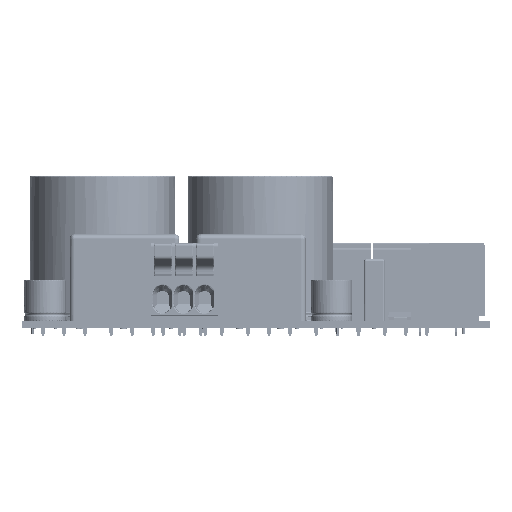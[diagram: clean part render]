
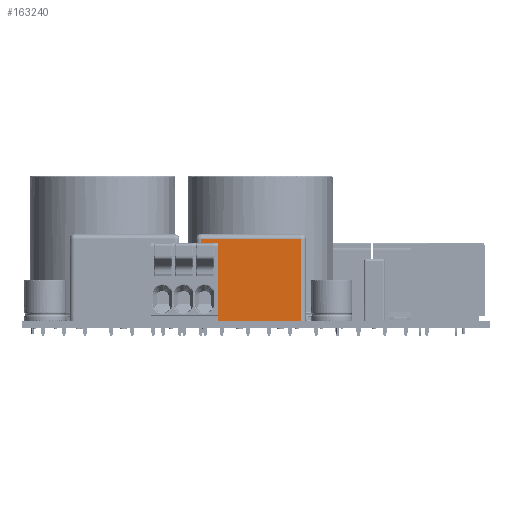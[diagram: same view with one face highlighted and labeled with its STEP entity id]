
A CAD part, left-side view. The second image highlights one B-rep face of the part: STEP entity #163240.
In plain terms, the highlighted free-form (B-spline) face has degree [1, 1] with [2, 2] control points.
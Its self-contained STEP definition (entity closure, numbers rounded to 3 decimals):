
#162640 = ( BOUNDED_SURFACE() B_SPLINE_SURFACE(2,1,(
    (#162641,#162642)
    ,(#162643,#162644)
    ,(#162645,#162646
)),.UNSPECIFIED.,.F.,.F.,.F.) B_SPLINE_SURFACE_WITH_KNOTS((3,3),(2,2),(
    0.,1.571),(0.,19.85),.PIECEWISE_BEZIER_KNOTS.) 
GEOMETRIC_REPRESENTATION_ITEM() RATIONAL_B_SPLINE_SURFACE((
    (1.,1.)
    ,(0.707,0.707)
,(1.,1.))) REPRESENTATION_ITEM('') SURFACE() );
#162641 = CARTESIAN_POINT('',(-2.,-4.6,0.));
#162642 = CARTESIAN_POINT('',(-2.,-4.6,19.85));
#162643 = CARTESIAN_POINT('',(-2.,-5.75,0.));
#162644 = CARTESIAN_POINT('',(-2.,-5.75,19.85));
#162645 = CARTESIAN_POINT('',(-0.85,-5.75,0.));
#162646 = CARTESIAN_POINT('',(-0.85,-5.75,19.85));
#162668 = B_SPLINE_SURFACE_WITH_KNOTS('',1,1,(
    (#162669,#162670)
    ,(#162671,#162672
    )),.UNSPECIFIED.,.F.,.F.,.F.,(2,2),(2,2),(0.,26.5),
  (0.,11.5),.PIECEWISE_BEZIER_KNOTS.);
#162669 = CARTESIAN_POINT('',(-2.,-5.75,0.));
#162670 = CARTESIAN_POINT('',(-2.,5.75,0.));
#162671 = CARTESIAN_POINT('',(24.5,-5.75,0.));
#162672 = CARTESIAN_POINT('',(24.5,5.75,0.));
#162738 = VERTEX_POINT('',#162739);
#162739 = CARTESIAN_POINT('',(-0.85,-5.75,0.));
#162760 = EDGE_CURVE('',#162738,#162761,#162763,.T.);
#162761 = VERTEX_POINT('',#162762);
#162762 = CARTESIAN_POINT('',(-0.85,-5.75,19.85));
#162763 = SURFACE_CURVE('',#162764,(#162767,#162774),.PCURVE_S1.);
#162764 = B_SPLINE_CURVE_WITH_KNOTS('',1,(#162765,#162766),
  .UNSPECIFIED.,.F.,.F.,(2,2),(0.,19.85),.PIECEWISE_BEZIER_KNOTS.);
#162765 = CARTESIAN_POINT('',(-0.85,-5.75,0.));
#162766 = CARTESIAN_POINT('',(-0.85,-5.75,19.85));
#162767 = PCURVE('',#162640,#162768);
#162768 = DEFINITIONAL_REPRESENTATION('',(#162769),#162773);
#162769 = B_SPLINE_CURVE_WITH_KNOTS('',2,(#162770,#162771,#162772),
  .UNSPECIFIED.,.F.,.F.,(3,3),(0.,19.85),.PIECEWISE_BEZIER_KNOTS.);
#162770 = CARTESIAN_POINT('',(1.571,0.));
#162771 = CARTESIAN_POINT('',(1.571,9.925));
#162772 = CARTESIAN_POINT('',(1.571,19.85));
#162773 = ( GEOMETRIC_REPRESENTATION_CONTEXT(2) 
PARAMETRIC_REPRESENTATION_CONTEXT() REPRESENTATION_CONTEXT('2D SPACE',''
  ) );
#162774 = PCURVE('',#162775,#162780);
#162775 = B_SPLINE_SURFACE_WITH_KNOTS('',1,1,(
    (#162776,#162777)
    ,(#162778,#162779
  )),.UNSPECIFIED.,.F.,.F.,.F.,(2,2),(2,2),(0.,19.85),(1.15,25.35),
  .PIECEWISE_BEZIER_KNOTS.);
#162776 = CARTESIAN_POINT('',(-0.85,-5.75,0.));
#162777 = CARTESIAN_POINT('',(23.35,-5.75,0.));
#162778 = CARTESIAN_POINT('',(-0.85,-5.75,19.85));
#162779 = CARTESIAN_POINT('',(23.35,-5.75,19.85));
#162780 = DEFINITIONAL_REPRESENTATION('',(#162781),#162784);
#162781 = B_SPLINE_CURVE_WITH_KNOTS('',1,(#162782,#162783),
  .UNSPECIFIED.,.F.,.F.,(2,2),(0.,19.85),.PIECEWISE_BEZIER_KNOTS.);
#162782 = CARTESIAN_POINT('',(0.,1.15));
#162783 = CARTESIAN_POINT('',(19.85,1.15));
#162784 = ( GEOMETRIC_REPRESENTATION_CONTEXT(2) 
PARAMETRIC_REPRESENTATION_CONTEXT() REPRESENTATION_CONTEXT('2D SPACE',''
  ) );
#162906 = EDGE_CURVE('',#162738,#162907,#162909,.T.);
#162907 = VERTEX_POINT('',#162908);
#162908 = CARTESIAN_POINT('',(23.35,-5.75,0.));
#162909 = SURFACE_CURVE('',#162910,(#162913,#162919),.PCURVE_S1.);
#162910 = B_SPLINE_CURVE_WITH_KNOTS('',1,(#162911,#162912),
  .UNSPECIFIED.,.F.,.F.,(2,2),(1.15,25.35),.PIECEWISE_BEZIER_KNOTS.);
#162911 = CARTESIAN_POINT('',(-0.85,-5.75,0.));
#162912 = CARTESIAN_POINT('',(23.35,-5.75,0.));
#162913 = PCURVE('',#162668,#162914);
#162914 = DEFINITIONAL_REPRESENTATION('',(#162915),#162918);
#162915 = B_SPLINE_CURVE_WITH_KNOTS('',1,(#162916,#162917),
  .UNSPECIFIED.,.F.,.F.,(2,2),(1.15,25.35),.PIECEWISE_BEZIER_KNOTS.);
#162916 = CARTESIAN_POINT('',(1.15,0.));
#162917 = CARTESIAN_POINT('',(25.35,0.));
#162918 = ( GEOMETRIC_REPRESENTATION_CONTEXT(2) 
PARAMETRIC_REPRESENTATION_CONTEXT() REPRESENTATION_CONTEXT('2D SPACE',''
  ) );
#162919 = PCURVE('',#162775,#162920);
#162920 = DEFINITIONAL_REPRESENTATION('',(#162921),#162924);
#162921 = B_SPLINE_CURVE_WITH_KNOTS('',1,(#162922,#162923),
  .UNSPECIFIED.,.F.,.F.,(2,2),(1.15,25.35),.PIECEWISE_BEZIER_KNOTS.);
#162922 = CARTESIAN_POINT('',(0.,1.15));
#162923 = CARTESIAN_POINT('',(0.,25.35));
#162924 = ( GEOMETRIC_REPRESENTATION_CONTEXT(2) 
PARAMETRIC_REPRESENTATION_CONTEXT() REPRESENTATION_CONTEXT('2D SPACE',''
  ) );
#162942 = ( BOUNDED_SURFACE() B_SPLINE_SURFACE(2,1,(
    (#162943,#162944)
    ,(#162945,#162946)
    ,(#162947,#162948
)),.UNSPECIFIED.,.F.,.F.,.F.) B_SPLINE_SURFACE_WITH_KNOTS((3,3),(2,2),(
    4.712,6.283),(0.,19.85),.PIECEWISE_BEZIER_KNOTS.) 
GEOMETRIC_REPRESENTATION_ITEM() RATIONAL_B_SPLINE_SURFACE((
    (1.,1.)
    ,(0.707,0.707)
,(1.,1.))) REPRESENTATION_ITEM('') SURFACE() );
#162943 = CARTESIAN_POINT('',(23.35,-5.75,0.));
#162944 = CARTESIAN_POINT('',(23.35,-5.75,19.85));
#162945 = CARTESIAN_POINT('',(24.5,-5.75,0.));
#162946 = CARTESIAN_POINT('',(24.5,-5.75,19.85));
#162947 = CARTESIAN_POINT('',(24.5,-4.6,0.));
#162948 = CARTESIAN_POINT('',(24.5,-4.6,19.85));
#163227 = ( BOUNDED_SURFACE() B_SPLINE_SURFACE(2,1,(
    (#163228,#163229)
    ,(#163230,#163231)
    ,(#163232,#163233
)),.UNSPECIFIED.,.F.,.F.,.F.) B_SPLINE_SURFACE_WITH_KNOTS((3,3),(2,2),(
    0.,1.571),(0.,24.2),.PIECEWISE_BEZIER_KNOTS.) 
GEOMETRIC_REPRESENTATION_ITEM() RATIONAL_B_SPLINE_SURFACE((
    (1.,1.)
    ,(0.707,0.707)
,(1.,1.))) REPRESENTATION_ITEM('') SURFACE() );
#163228 = CARTESIAN_POINT('',(23.35,-5.75,19.85));
#163229 = CARTESIAN_POINT('',(-0.85,-5.75,19.85));
#163230 = CARTESIAN_POINT('',(23.35,-5.75,21.));
#163231 = CARTESIAN_POINT('',(-0.85,-5.75,21.));
#163232 = CARTESIAN_POINT('',(23.35,-4.6,21.));
#163233 = CARTESIAN_POINT('',(-0.85,-4.6,21.));
#163240 = ADVANCED_FACE('',(#163241),#162775,.F.);
#163241 = FACE_BOUND('',#163242,.F.);
#163242 = EDGE_LOOP('',(#163243,#163244,#163265,#163284));
#163243 = ORIENTED_EDGE('',*,*,#162760,.T.);
#163244 = ORIENTED_EDGE('',*,*,#163245,.F.);
#163245 = EDGE_CURVE('',#163246,#162761,#163248,.T.);
#163246 = VERTEX_POINT('',#163247);
#163247 = CARTESIAN_POINT('',(23.35,-5.75,19.85));
#163248 = SURFACE_CURVE('',#163249,(#163252,#163258),.PCURVE_S1.);
#163249 = B_SPLINE_CURVE_WITH_KNOTS('',1,(#163250,#163251),
  .UNSPECIFIED.,.F.,.F.,(2,2),(0.,24.2),.PIECEWISE_BEZIER_KNOTS.);
#163250 = CARTESIAN_POINT('',(23.35,-5.75,19.85));
#163251 = CARTESIAN_POINT('',(-0.85,-5.75,19.85));
#163252 = PCURVE('',#162775,#163253);
#163253 = DEFINITIONAL_REPRESENTATION('',(#163254),#163257);
#163254 = B_SPLINE_CURVE_WITH_KNOTS('',1,(#163255,#163256),
  .UNSPECIFIED.,.F.,.F.,(2,2),(0.,24.2),.PIECEWISE_BEZIER_KNOTS.);
#163255 = CARTESIAN_POINT('',(19.85,25.35));
#163256 = CARTESIAN_POINT('',(19.85,1.15));
#163257 = ( GEOMETRIC_REPRESENTATION_CONTEXT(2) 
PARAMETRIC_REPRESENTATION_CONTEXT() REPRESENTATION_CONTEXT('2D SPACE',''
  ) );
#163258 = PCURVE('',#163227,#163259);
#163259 = DEFINITIONAL_REPRESENTATION('',(#163260),#163264);
#163260 = B_SPLINE_CURVE_WITH_KNOTS('',2,(#163261,#163262,#163263),
  .UNSPECIFIED.,.F.,.F.,(3,3),(0.,24.2),.PIECEWISE_BEZIER_KNOTS.);
#163261 = CARTESIAN_POINT('',(0.,0.));
#163262 = CARTESIAN_POINT('',(0.,12.1));
#163263 = CARTESIAN_POINT('',(0.,24.2));
#163264 = ( GEOMETRIC_REPRESENTATION_CONTEXT(2) 
PARAMETRIC_REPRESENTATION_CONTEXT() REPRESENTATION_CONTEXT('2D SPACE',''
  ) );
#163265 = ORIENTED_EDGE('',*,*,#163266,.F.);
#163266 = EDGE_CURVE('',#162907,#163246,#163267,.T.);
#163267 = SURFACE_CURVE('',#163268,(#163271,#163277),.PCURVE_S1.);
#163268 = B_SPLINE_CURVE_WITH_KNOTS('',1,(#163269,#163270),
  .UNSPECIFIED.,.F.,.F.,(2,2),(0.,19.85),.PIECEWISE_BEZIER_KNOTS.);
#163269 = CARTESIAN_POINT('',(23.35,-5.75,0.));
#163270 = CARTESIAN_POINT('',(23.35,-5.75,19.85));
#163271 = PCURVE('',#162775,#163272);
#163272 = DEFINITIONAL_REPRESENTATION('',(#163273),#163276);
#163273 = B_SPLINE_CURVE_WITH_KNOTS('',1,(#163274,#163275),
  .UNSPECIFIED.,.F.,.F.,(2,2),(0.,19.85),.PIECEWISE_BEZIER_KNOTS.);
#163274 = CARTESIAN_POINT('',(0.,25.35));
#163275 = CARTESIAN_POINT('',(19.85,25.35));
#163276 = ( GEOMETRIC_REPRESENTATION_CONTEXT(2) 
PARAMETRIC_REPRESENTATION_CONTEXT() REPRESENTATION_CONTEXT('2D SPACE',''
  ) );
#163277 = PCURVE('',#162942,#163278);
#163278 = DEFINITIONAL_REPRESENTATION('',(#163279),#163283);
#163279 = B_SPLINE_CURVE_WITH_KNOTS('',2,(#163280,#163281,#163282),
  .UNSPECIFIED.,.F.,.F.,(3,3),(0.,19.85),.PIECEWISE_BEZIER_KNOTS.);
#163280 = CARTESIAN_POINT('',(4.712,0.));
#163281 = CARTESIAN_POINT('',(4.712,9.925));
#163282 = CARTESIAN_POINT('',(4.712,19.85));
#163283 = ( GEOMETRIC_REPRESENTATION_CONTEXT(2) 
PARAMETRIC_REPRESENTATION_CONTEXT() REPRESENTATION_CONTEXT('2D SPACE',''
  ) );
#163284 = ORIENTED_EDGE('',*,*,#162906,.F.);
